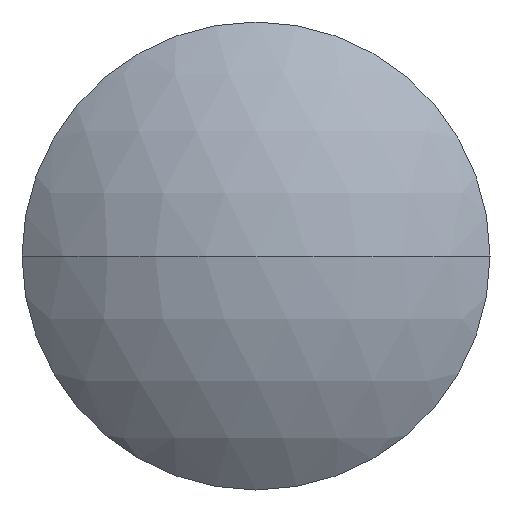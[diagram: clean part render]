
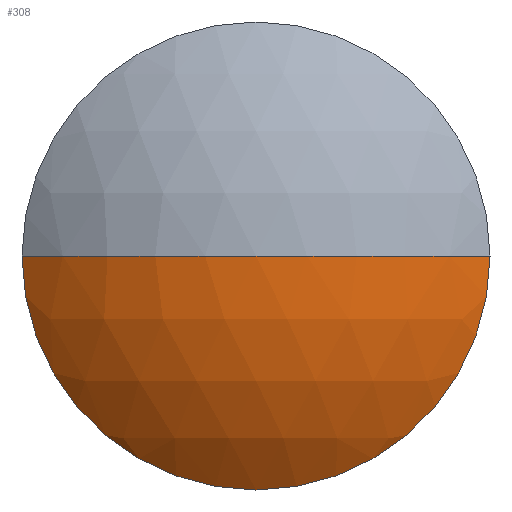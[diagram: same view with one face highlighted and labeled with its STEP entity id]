
A CAD part, left-side view. The second image highlights one B-rep face of the part: STEP entity #308.
In plain terms, the highlighted spherical face has radius 12.167 mm.
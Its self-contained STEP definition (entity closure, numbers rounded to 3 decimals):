
#6 = CIRCLE ( 'NONE', #187, 8. ) ;
#7 = CARTESIAN_POINT ( 'NONE',  ( -2., 8., 0. ) ) ;
#8 = DIRECTION ( 'NONE',  ( -1., 0., 0. ) ) ;
#10 = CARTESIAN_POINT ( 'NONE',  ( 7.167, 0., 0. ) ) ;
#12 = DIRECTION ( 'NONE',  ( 0., 1., 0. ) ) ;
#53 = VERTEX_POINT ( 'NONE', #211 ) ;
#68 = DIRECTION ( 'NONE',  ( 1., 0., 0. ) ) ;
#73 = DIRECTION ( 'NONE',  ( -1., 0., 0. ) ) ;
#74 = DIRECTION ( 'NONE',  ( 0., 0., 1. ) ) ;
#78 = CIRCLE ( 'NONE', #174, 12.167 ) ;
#96 = DIRECTION ( 'NONE',  ( 0., 0., 1. ) ) ;
#109 = CARTESIAN_POINT ( 'NONE',  ( -2., 0., 0. ) ) ;
#112 = AXIS2_PLACEMENT_3D ( 'NONE', #306, #73, #74 ) ;
#150 = VERTEX_POINT ( 'NONE', #7 ) ;
#154 = EDGE_CURVE ( 'NONE', #150, #250, #238, .T. ) ;
#171 = ORIENTED_EDGE ( 'NONE', *, *, #319, .F. ) ;
#174 = AXIS2_PLACEMENT_3D ( 'NONE', #301, #212, #12 ) ;
#180 = AXIS2_PLACEMENT_3D ( 'NONE', #336, #272, #334 ) ;
#187 = AXIS2_PLACEMENT_3D ( 'NONE', #109, #8, #351 ) ;
#193 = ORIENTED_EDGE ( 'NONE', *, *, #208, .T. ) ;
#205 = ORIENTED_EDGE ( 'NONE', *, *, #344, .T. ) ;
#207 = EDGE_LOOP ( 'NONE', ( #340, #193, #205, #171 ) ) ;
#208 = EDGE_CURVE ( 'NONE', #250, #230, #6, .T. ) ;
#209 = CARTESIAN_POINT ( 'NONE',  ( -2., -8., 0. ) ) ;
#211 = CARTESIAN_POINT ( 'NONE',  ( -5., 0., 0. ) ) ;
#212 = DIRECTION ( 'NONE',  ( 0., 0., -1. ) ) ;
#215 = AXIS2_PLACEMENT_3D ( 'NONE', #10, #96, #68 ) ;
#220 = CIRCLE ( 'NONE', #215, 12.167 ) ;
#230 = VERTEX_POINT ( 'NONE', #209 ) ;
#238 = CIRCLE ( 'NONE', #112, 8. ) ;
#250 = VERTEX_POINT ( 'NONE', #321 ) ;
#272 = DIRECTION ( 'NONE',  ( 0., 0., -1. ) ) ;
#277 = SPHERICAL_SURFACE ( 'NONE', #180, 12.167 ) ;
#301 = CARTESIAN_POINT ( 'NONE',  ( 7.167, 0., 0. ) ) ;
#304 = FACE_OUTER_BOUND ( 'NONE', #207, .T. ) ;
#306 = CARTESIAN_POINT ( 'NONE',  ( -2., 0., 0. ) ) ;
#308 = ADVANCED_FACE ( 'NONE', ( #304 ), #277, .T. ) ;
#319 = EDGE_CURVE ( 'NONE', #150, #53, #220, .T. ) ;
#321 = CARTESIAN_POINT ( 'NONE',  ( -2., 0., -8. ) ) ;
#334 = DIRECTION ( 'NONE',  ( 0., 1., 0. ) ) ;
#336 = CARTESIAN_POINT ( 'NONE',  ( 7.167, 0., 0. ) ) ;
#340 = ORIENTED_EDGE ( 'NONE', *, *, #154, .T. ) ;
#344 = EDGE_CURVE ( 'NONE', #230, #53, #78, .T. ) ;
#351 = DIRECTION ( 'NONE',  ( 0., 0., 1. ) ) ;
